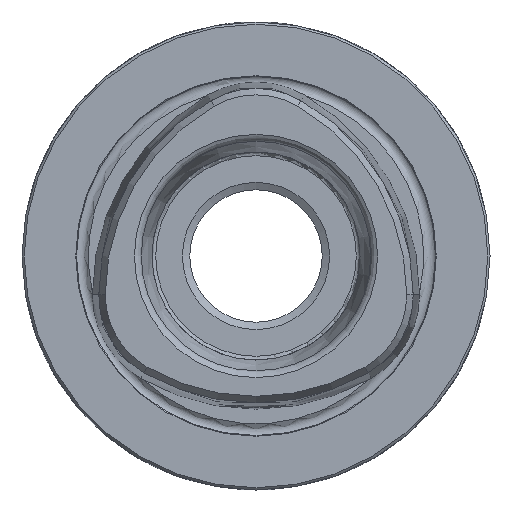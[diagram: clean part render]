
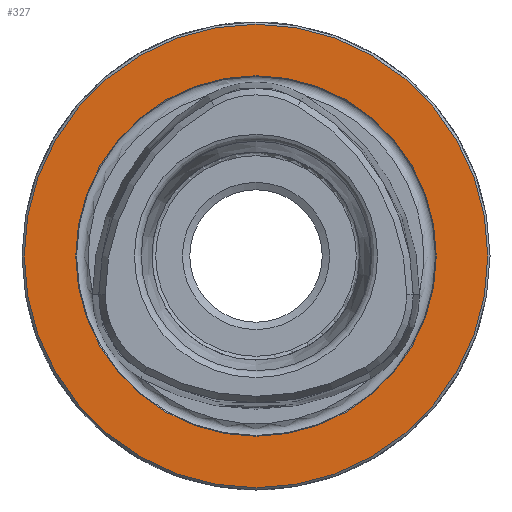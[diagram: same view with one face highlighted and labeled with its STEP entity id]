
A CAD part, left-side view. The second image highlights one B-rep face of the part: STEP entity #327.
In plain terms, the highlighted planar face has unit normal (-1, 0, 0).
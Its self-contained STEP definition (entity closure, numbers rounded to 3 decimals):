
#327 = ADVANCED_FACE( '', ( #705, #706 ), #707, .T. );
#705 = FACE_OUTER_BOUND( '', #1090, .T. );
#706 = FACE_BOUND( '', #1091, .T. );
#707 = PLANE( '', #1092 );
#1090 = EDGE_LOOP( '', ( #1901 ) );
#1091 = EDGE_LOOP( '', ( #1902 ) );
#1092 = AXIS2_PLACEMENT_3D( '', #1903, #1904, #1905 );
#1901 = ORIENTED_EDGE( '', *, *, #2040, .T. );
#1902 = ORIENTED_EDGE( '', *, *, #2289, .F. );
#1903 = CARTESIAN_POINT( '', ( 0., 0., 24.2 ) );
#1904 = DIRECTION( '', ( -1., 0., 0. ) );
#1905 = DIRECTION( '', ( 0., 0., 1. ) );
#2040 = EDGE_CURVE( '', #2397, #2397, #2398, .T. );
#2289 = EDGE_CURVE( '', #2749, #2749, #2750, .T. );
#2397 = VERTEX_POINT( '', #2907 );
#2398 = CIRCLE( '', #2908, 31.2 );
#2749 = VERTEX_POINT( '', #3980 );
#2750 = CIRCLE( '', #3981, 24.264 );
#2907 = CARTESIAN_POINT( '', ( 0., 0., 31.2 ) );
#2908 = AXIS2_PLACEMENT_3D( '', #4180, #4181, #4182 );
#3980 = CARTESIAN_POINT( '', ( 0., 0., 24.264 ) );
#3981 = AXIS2_PLACEMENT_3D( '', #4418, #4419, #4420 );
#4180 = CARTESIAN_POINT( '', ( 0., 0., 0. ) );
#4181 = DIRECTION( '', ( -1., 0., 0. ) );
#4182 = DIRECTION( '', ( 0., 0., 1. ) );
#4418 = CARTESIAN_POINT( '', ( 0., 0., 0. ) );
#4419 = DIRECTION( '', ( -1., 0., 0. ) );
#4420 = DIRECTION( '', ( 0., 0., 1. ) );
